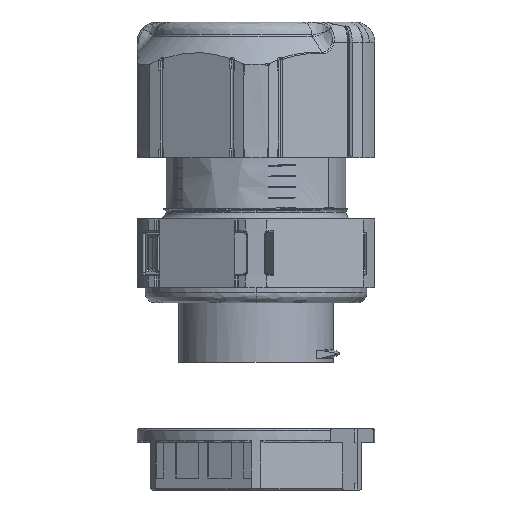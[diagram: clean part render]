
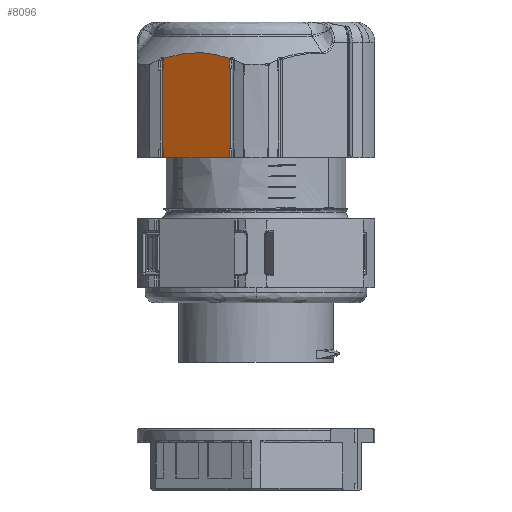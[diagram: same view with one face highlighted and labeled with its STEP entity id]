
A CAD part, left-side view. The second image highlights one B-rep face of the part: STEP entity #8096.
In plain terms, the highlighted face is planar.
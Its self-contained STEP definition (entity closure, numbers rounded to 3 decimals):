
#896 = CARTESIAN_POINT ( 'NONE',  ( 5.6, -17.5, 0. ) ) ;
#1027 = DIRECTION ( 'NONE',  ( 0., 0., 1. ) ) ;
#1255 = VECTOR ( 'NONE', #63995, 1000. ) ;
#2048 = DIRECTION ( 'NONE',  ( -1., 0., 0. ) ) ;
#3785 = EDGE_CURVE ( 'NONE', #13069, #66768, #61209, .T. ) ;
#4893 = VERTEX_POINT ( 'NONE', #65434 ) ;
#5475 = VERTEX_POINT ( 'NONE', #45442 ) ;
#6028 = CARTESIAN_POINT ( 'NONE',  ( -5.6, -17.5, 13.163 ) ) ;
#6660 = EDGE_CURVE ( 'NONE', #72310, #5475, #63953, .T. ) ;
#6737 = EDGE_CURVE ( 'NONE', #21486, #66768, #29807, .T. ) ;
#8096 = ADVANCED_FACE ( 'NONE', ( #50527 ), #61234, .T. ) ;
#8139 = EDGE_LOOP ( 'NONE', ( #54029, #62948, #70093, #53946, #17917, #66614, #48383, #75254, #49452, #68245, #28299, #27742 ) ) ;
#10395 = VERTEX_POINT ( 'NONE', #34267 ) ;
#11184 = CARTESIAN_POINT ( 'NONE',  ( -4.686, -17.5, 14.904 ) ) ;
#11191 = VECTOR ( 'NONE', #70117, 1000. ) ;
#12653 = VECTOR ( 'NONE', #34044, 1000. ) ;
#13069 = VERTEX_POINT ( 'NONE', #62181 ) ;
#13703 = VECTOR ( 'NONE', #36277, 1000. ) ;
#14392 = LINE ( 'NONE', #54365, #46490 ) ;
#14557 = LINE ( 'NONE', #70072, #12653 ) ;
#14949 = DIRECTION ( 'NONE',  ( 0., 0., 1. ) ) ;
#15232 = VECTOR ( 'NONE', #77709, 1000. ) ;
#15814 = CARTESIAN_POINT ( 'NONE',  ( -5.6, -17.5, 14.626 ) ) ;
#17699 = VERTEX_POINT ( 'NONE', #36229 ) ;
#17755 = EDGE_CURVE ( 'NONE', #17699, #51300, #14392, .T. ) ;
#17917 = ORIENTED_EDGE ( 'NONE', *, *, #58847, .F. ) ;
#18818 = CARTESIAN_POINT ( 'NONE',  ( 8.02, -17.5, 20. ) ) ;
#20167 = VECTOR ( 'NONE', #14949, 1000. ) ;
#20377 = VECTOR ( 'NONE', #2048, 1000. ) ;
#21486 = VERTEX_POINT ( 'NONE', #51729 ) ;
#21924 = EDGE_CURVE ( 'NONE', #17699, #4893, #36217, .T. ) ;
#23357 = CARTESIAN_POINT ( 'NONE',  ( -2.36, -17.5, 15.348 ) ) ;
#23482 = AXIS2_PLACEMENT_3D ( 'NONE', #18818, #31254, #73346 ) ;
#27742 = ORIENTED_EDGE ( 'NONE', *, *, #77283, .T. ) ;
#28299 = ORIENTED_EDGE ( 'NONE', *, *, #3785, .F. ) ;
#29466 = CARTESIAN_POINT ( 'NONE',  ( -0.942, -17.5, 15.481 ) ) ;
#29807 = LINE ( 'NONE', #59949, #13703 ) ;
#30912 = CARTESIAN_POINT ( 'NONE',  ( 5.6, -17.5, 20. ) ) ;
#31254 = DIRECTION ( 'NONE',  ( 0., -1., 0. ) ) ;
#33826 = EDGE_CURVE ( 'NONE', #10395, #5475, #73275, .T. ) ;
#34038 = CARTESIAN_POINT ( 'NONE',  ( -5.6, -17.5, 1.316 ) ) ;
#34044 = DIRECTION ( 'NONE',  ( 1., 0., 0. ) ) ;
#34089 = CARTESIAN_POINT ( 'NONE',  ( -5.6, -17.5, 1.316 ) ) ;
#34267 = CARTESIAN_POINT ( 'NONE',  ( 5.6, -17.5, 13.163 ) ) ;
#34897 = EDGE_CURVE ( 'NONE', #65273, #21486, #70313, .T. ) ;
#35315 = LINE ( 'NONE', #34038, #1255 ) ;
#35499 = CARTESIAN_POINT ( 'NONE',  ( 1.923, -17.5, 15.499 ) ) ;
#36217 = LINE ( 'NONE', #62912, #20167 ) ;
#36229 = CARTESIAN_POINT ( 'NONE',  ( 5.8, -17.5, 1.316 ) ) ;
#36277 = DIRECTION ( 'NONE',  ( 0., 0., -1. ) ) ;
#37861 = VECTOR ( 'NONE', #53793, 1000. ) ;
#40608 = LINE ( 'NONE', #42047, #70718 ) ;
#41292 = VECTOR ( 'NONE', #1027, 1000. ) ;
#41584 = CARTESIAN_POINT ( 'NONE',  ( 5.6, -17.5, 14.626 ) ) ;
#42047 = CARTESIAN_POINT ( 'NONE',  ( 5.6, -17.5, 13.163 ) ) ;
#44936 = VERTEX_POINT ( 'NONE', #54976 ) ;
#45442 = CARTESIAN_POINT ( 'NONE',  ( 5.6, -17.5, 14.626 ) ) ;
#46490 = VECTOR ( 'NONE', #60410, 1000. ) ;
#48129 = DIRECTION ( 'NONE',  ( 1., 0., 0. ) ) ;
#48383 = ORIENTED_EDGE ( 'NONE', *, *, #6660, .F. ) ;
#49452 = ORIENTED_EDGE ( 'NONE', *, *, #34897, .T. ) ;
#50527 = FACE_OUTER_BOUND ( 'NONE', #8139, .T. ) ;
#51300 = VERTEX_POINT ( 'NONE', #52187 ) ;
#51729 = CARTESIAN_POINT ( 'NONE',  ( -5.8, -17.5, 13.163 ) ) ;
#52187 = CARTESIAN_POINT ( 'NONE',  ( 5.6, -17.5, 1.316 ) ) ;
#53793 = DIRECTION ( 'NONE',  ( 0., 0., -1. ) ) ;
#53882 = LINE ( 'NONE', #71390, #37861 ) ;
#53946 = ORIENTED_EDGE ( 'NONE', *, *, #21924, .T. ) ;
#54029 = ORIENTED_EDGE ( 'NONE', *, *, #63529, .T. ) ;
#54365 = CARTESIAN_POINT ( 'NONE',  ( 5.8, -17.5, 1.316 ) ) ;
#54945 = EDGE_CURVE ( 'NONE', #51300, #67589, #63313, .T. ) ;
#54976 = CARTESIAN_POINT ( 'NONE',  ( -5.6, -17.5, 0. ) ) ;
#55876 = EDGE_CURVE ( 'NONE', #72310, #65273, #53882, .T. ) ;
#58847 = EDGE_CURVE ( 'NONE', #10395, #4893, #40608, .T. ) ;
#59447 = CARTESIAN_POINT ( 'NONE',  ( -3.762, -17.5, 15.124 ) ) ;
#59949 = CARTESIAN_POINT ( 'NONE',  ( -5.8, -17.5, 7.24 ) ) ;
#60410 = DIRECTION ( 'NONE',  ( -1., 0., 0. ) ) ;
#61209 = LINE ( 'NONE', #34089, #11191 ) ;
#61234 = PLANE ( 'NONE',  #23482 ) ;
#62181 = CARTESIAN_POINT ( 'NONE',  ( -5.6, -17.5, 1.316 ) ) ;
#62912 = CARTESIAN_POINT ( 'NONE',  ( 5.8, -17.5, 7.24 ) ) ;
#62948 = ORIENTED_EDGE ( 'NONE', *, *, #54945, .F. ) ;
#63313 = LINE ( 'NONE', #71661, #15232 ) ;
#63529 = EDGE_CURVE ( 'NONE', #44936, #67589, #14557, .T. ) ;
#63953 = B_SPLINE_CURVE_WITH_KNOTS ( 'NONE', 3,
 ( #77075, #11184, #59447, #23357, #65473, #29466, #71553, #35499, #77614, #41584 ),
 .UNSPECIFIED., .F., .F.,
 ( 4, 2, 2, 2, 4 ),
 ( 0.066, 0.069, 0.07, 0.072, 0.077 ),
 .UNSPECIFIED. ) ;
#63995 = DIRECTION ( 'NONE',  ( 0., 0., -1. ) ) ;
#65273 = VERTEX_POINT ( 'NONE', #6028 ) ;
#65434 = CARTESIAN_POINT ( 'NONE',  ( 5.8, -17.5, 13.163 ) ) ;
#65473 = CARTESIAN_POINT ( 'NONE',  ( -1.889, -17.5, 15.405 ) ) ;
#66614 = ORIENTED_EDGE ( 'NONE', *, *, #33826, .T. ) ;
#66768 = VERTEX_POINT ( 'NONE', #66941 ) ;
#66941 = CARTESIAN_POINT ( 'NONE',  ( -5.8, -17.5, 1.316 ) ) ;
#67589 = VERTEX_POINT ( 'NONE', #896 ) ;
#68245 = ORIENTED_EDGE ( 'NONE', *, *, #6737, .T. ) ;
#70072 = CARTESIAN_POINT ( 'NONE',  ( 8.02, -17.5, 0. ) ) ;
#70093 = ORIENTED_EDGE ( 'NONE', *, *, #17755, .F. ) ;
#70117 = DIRECTION ( 'NONE',  ( -1., 0., 0. ) ) ;
#70313 = LINE ( 'NONE', #74285, #20377 ) ;
#70718 = VECTOR ( 'NONE', #48129, 1000. ) ;
#71390 = CARTESIAN_POINT ( 'NONE',  ( -5.6, -17.5, 20. ) ) ;
#71553 = CARTESIAN_POINT ( 'NONE',  ( -0.464, -17.5, 15.5 ) ) ;
#71661 = CARTESIAN_POINT ( 'NONE',  ( 5.6, -17.5, 1.316 ) ) ;
#72310 = VERTEX_POINT ( 'NONE', #15814 ) ;
#73275 = LINE ( 'NONE', #30912, #41292 ) ;
#73346 = DIRECTION ( 'NONE',  ( 0., 0., -1. ) ) ;
#74285 = CARTESIAN_POINT ( 'NONE',  ( 8.02, -17.5, 13.163 ) ) ;
#75254 = ORIENTED_EDGE ( 'NONE', *, *, #55876, .T. ) ;
#77075 = CARTESIAN_POINT ( 'NONE',  ( -5.6, -17.5, 14.626 ) ) ;
#77283 = EDGE_CURVE ( 'NONE', #13069, #44936, #35315, .T. ) ;
#77614 = CARTESIAN_POINT ( 'NONE',  ( 3.781, -17.5, 15.18 ) ) ;
#77709 = DIRECTION ( 'NONE',  ( 0., 0., -1. ) ) ;
